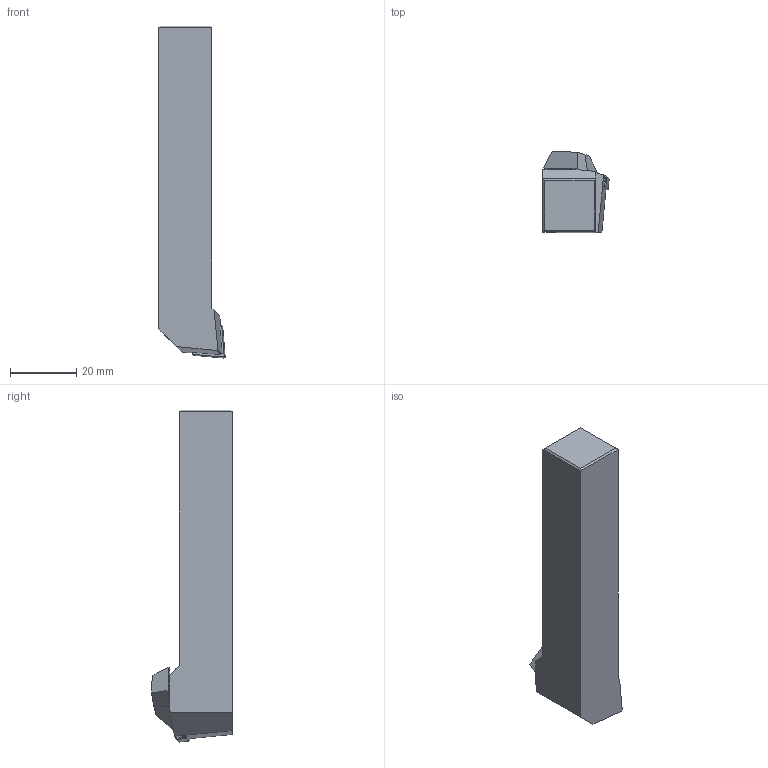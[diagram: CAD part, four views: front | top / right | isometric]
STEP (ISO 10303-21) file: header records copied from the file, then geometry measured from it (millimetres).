
FILE_DESCRIPTION((''),'2;1');
FILE_NAME('70509516_ASM','2018-08-17T15:58:00',('piechottad'),(''),'CREO PARAMETRIC BY PTC INC, 2017380','CREO PARAMETRIC BY PTC INC, 2017380','');
FILE_SCHEMA(('AUTOMOTIVE_DESIGN { 1 0 10303 214 1 1 1 1 }'));
Length unit declared in the file: millimetre
Products named in the file (3): 70509516NC; 70509516C; 70509516_ASM
Assembly tree (2 placements, depth 2):
  70509516_ASM
    70509516NC
    70509516C
Bounding box: 19.95 x 24.4 x 100.05 mm (x, y, z)
Volume: 26403.6 mm3; surface area: 7479.3 mm2
Topology: 2 solids, 2 shells, 47 faces, 127 edges, 84 vertices
Faces by surface type: plane 36, cylinder 6, cone 3, torus 2
Entity records: 3188 total; most frequent: DIRECTION 327, CARTESIAN_POINT 325, ORIENTED_EDGE 234, PRESENTATION_STYLE_ASSIGNMENT 171, STYLED_ITEM 171, CURVE_STYLE 168, PROPERTY_DEFINITION 163, REPRESENTATION 161
